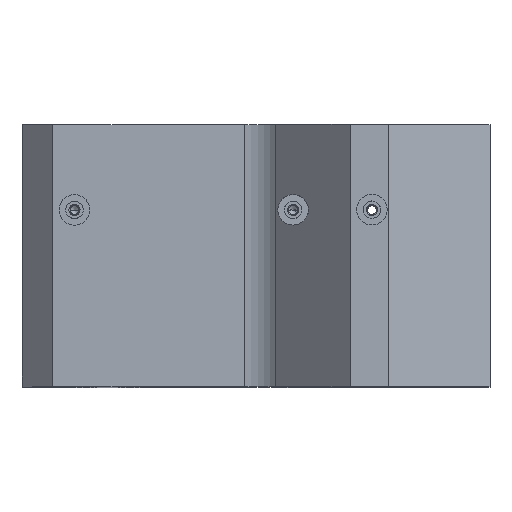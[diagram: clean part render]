
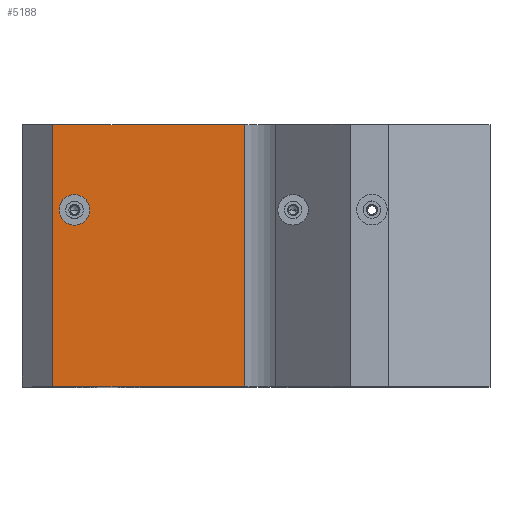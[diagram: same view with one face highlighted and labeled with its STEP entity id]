
A CAD part, top view. The second image highlights one B-rep face of the part: STEP entity #5188.
In plain terms, the highlighted planar face has unit normal (0, 0, 1).
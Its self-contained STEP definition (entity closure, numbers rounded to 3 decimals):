
#318 = DIRECTION ( 'NONE',  ( 0., 0., 1. ) ) ;
#427 = FACE_OUTER_BOUND ( 'NONE', #2288, .T. ) ;
#970 = DIRECTION ( 'NONE',  ( 1., 0., 0. ) ) ;
#1048 = CIRCLE ( 'NONE', #2959, 3.5 ) ;
#1172 = DIRECTION ( 'NONE',  ( -1., 0., 0. ) ) ;
#1435 = EDGE_LOOP ( 'NONE', ( #3897, #1906 ) ) ;
#1655 = VERTEX_POINT ( 'NONE', #2058 ) ;
#1656 = CARTESIAN_POINT ( 'NONE',  ( -29.971, 30., 32. ) ) ;
#1798 = VECTOR ( 'NONE', #5216, 1000. ) ;
#1899 = VECTOR ( 'NONE', #2670, 1000. ) ;
#1906 = ORIENTED_EDGE ( 'NONE', *, *, #5413, .F. ) ;
#1929 = DIRECTION ( 'NONE',  ( 1., 0., 0. ) ) ;
#2011 = ORIENTED_EDGE ( 'NONE', *, *, #4514, .T. ) ;
#2058 = CARTESIAN_POINT ( 'NONE',  ( 13.887, 30., 32. ) ) ;
#2170 = CARTESIAN_POINT ( 'NONE',  ( 18.029, 30., 32. ) ) ;
#2265 = CARTESIAN_POINT ( 'NONE',  ( -25., 10.5, 32. ) ) ;
#2288 = EDGE_LOOP ( 'NONE', ( #3056, #3092, #6146, #2011 ) ) ;
#2328 = EDGE_CURVE ( 'NONE', #2545, #1655, #5944, .T. ) ;
#2545 = VERTEX_POINT ( 'NONE', #6632 ) ;
#2670 = DIRECTION ( 'NONE',  ( 0., 1., 0. ) ) ;
#2792 = VERTEX_POINT ( 'NONE', #6436 ) ;
#2904 = CARTESIAN_POINT ( 'NONE',  ( 70., -30., 32. ) ) ;
#2959 = AXIS2_PLACEMENT_3D ( 'NONE', #3101, #5946, #1929 ) ;
#3056 = ORIENTED_EDGE ( 'NONE', *, *, #4546, .T. ) ;
#3073 = EDGE_CURVE ( 'NONE', #1655, #5701, #3515, .T. ) ;
#3092 = ORIENTED_EDGE ( 'NONE', *, *, #2328, .T. ) ;
#3101 = CARTESIAN_POINT ( 'NONE',  ( -25., 10.5, 32. ) ) ;
#3316 = CARTESIAN_POINT ( 'NONE',  ( -21.5, 10.5, 32. ) ) ;
#3515 = LINE ( 'NONE', #5286, #6359 ) ;
#3721 = LINE ( 'NONE', #1656, #1798 ) ;
#3819 = VECTOR ( 'NONE', #5842, 1000. ) ;
#3897 = ORIENTED_EDGE ( 'NONE', *, *, #6114, .F. ) ;
#4340 = CARTESIAN_POINT ( 'NONE',  ( -29.971, 30., 32. ) ) ;
#4514 = EDGE_CURVE ( 'NONE', #5701, #2792, #3721, .T. ) ;
#4533 = CARTESIAN_POINT ( 'NONE',  ( -28.5, 10.5, 32. ) ) ;
#4546 = EDGE_CURVE ( 'NONE', #2792, #2545, #5265, .T. ) ;
#4640 = FACE_BOUND ( 'NONE', #1435, .T. ) ;
#5188 = ADVANCED_FACE ( 'NONE', ( #4640, #427 ), #5634, .T. ) ;
#5216 = DIRECTION ( 'NONE',  ( 0., -1., 0. ) ) ;
#5265 = LINE ( 'NONE', #2904, #3819 ) ;
#5286 = CARTESIAN_POINT ( 'NONE',  ( 18.029, 30., 32. ) ) ;
#5292 = VERTEX_POINT ( 'NONE', #4533 ) ;
#5413 = EDGE_CURVE ( 'NONE', #5888, #5292, #7216, .T. ) ;
#5634 = PLANE ( 'NONE',  #7208 ) ;
#5701 = VERTEX_POINT ( 'NONE', #4340 ) ;
#5842 = DIRECTION ( 'NONE',  ( 1., 0., 0. ) ) ;
#5888 = VERTEX_POINT ( 'NONE', #3316 ) ;
#5944 = LINE ( 'NONE', #6662, #1899 ) ;
#5946 = DIRECTION ( 'NONE',  ( 0., 0., 1. ) ) ;
#6114 = EDGE_CURVE ( 'NONE', #5292, #5888, #1048, .T. ) ;
#6146 = ORIENTED_EDGE ( 'NONE', *, *, #3073, .T. ) ;
#6359 = VECTOR ( 'NONE', #1172, 1000. ) ;
#6436 = CARTESIAN_POINT ( 'NONE',  ( -29.971, -30., 32. ) ) ;
#6574 = AXIS2_PLACEMENT_3D ( 'NONE', #2265, #7548, #6955 ) ;
#6632 = CARTESIAN_POINT ( 'NONE',  ( 13.887, -30., 32. ) ) ;
#6662 = CARTESIAN_POINT ( 'NONE',  ( 13.887, 30., 32. ) ) ;
#6955 = DIRECTION ( 'NONE',  ( 1., 0., 0. ) ) ;
#7208 = AXIS2_PLACEMENT_3D ( 'NONE', #2170, #318, #970 ) ;
#7216 = CIRCLE ( 'NONE', #6574, 3.5 ) ;
#7548 = DIRECTION ( 'NONE',  ( 0., 0., 1. ) ) ;
